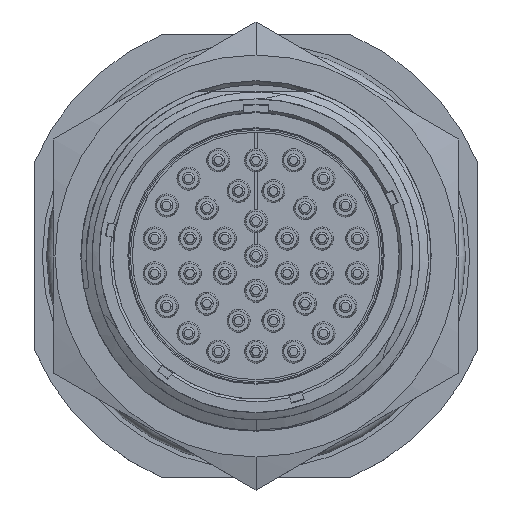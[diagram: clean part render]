
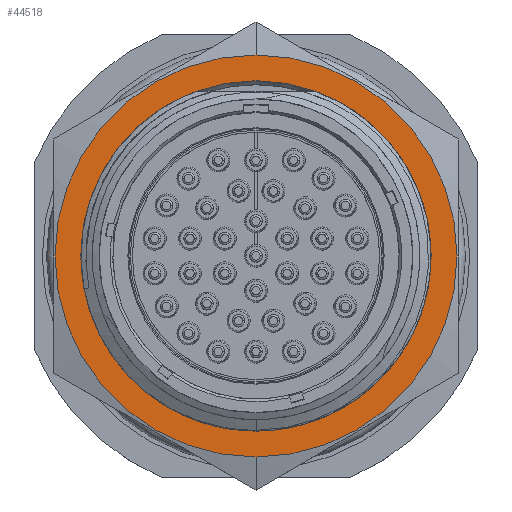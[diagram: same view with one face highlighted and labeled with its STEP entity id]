
A CAD part, top view. The second image highlights one B-rep face of the part: STEP entity #44518.
In plain terms, the highlighted planar face has unit normal (0, 0, 1).
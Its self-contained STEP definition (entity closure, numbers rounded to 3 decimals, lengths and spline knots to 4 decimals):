
#5293=CARTESIAN_POINT('',(0.,0.,0.255));
#5294=DIRECTION('',(0.,0.,1.));
#5295=DIRECTION('',(-1.,0.,0.));
#5296=AXIS2_PLACEMENT_3D('',#5293,#5294,#5295);
#5670=CARTESIAN_POINT('',(0.,0.,0.255));
#5671=DIRECTION('',(0.,0.,1.));
#5672=DIRECTION('',(1.,0.,0.));
#5673=AXIS2_PLACEMENT_3D('',#5670,#5671,#5672);
#5679=CARTESIAN_POINT('',(0.,0.,0.255));
#5680=DIRECTION('',(0.,0.,-1.));
#5681=DIRECTION('',(0.,1.,0.));
#5682=AXIS2_PLACEMENT_3D('',#5679,#5680,#5681);
#5684=CARTESIAN_POINT('',(0.,0.,0.255));
#5685=DIRECTION('',(0.,0.,-1.));
#5686=DIRECTION('',(0.,-1.,0.));
#5687=AXIS2_PLACEMENT_3D('',#5684,#5685,#5686);
#39860=CARTESIAN_POINT('',(0.,0.992,0.255));
#39861=CARTESIAN_POINT('',(0.,-0.992,0.255));
#39862=VERTEX_POINT('',#39860);
#39863=VERTEX_POINT('',#39861);
#39884=CARTESIAN_POINT('',(-0.8649,0.,0.255));
#39885=CARTESIAN_POINT('',(0.8649,0.,0.255));
#39886=VERTEX_POINT('',#39884);
#39887=VERTEX_POINT('',#39885);
#44503=CARTESIAN_POINT('',(0.,0.,0.255));
#44504=DIRECTION('',(0.,0.,-1.));
#44505=DIRECTION('',(-1.,0.,0.));
#44506=AXIS2_PLACEMENT_3D('',#44503,#44504,#44505);
#44507=PLANE('',#44506);
#44509=ORIENTED_EDGE('',*,*,#44508,.T.);
#44511=ORIENTED_EDGE('',*,*,#44510,.T.);
#44512=EDGE_LOOP('',(#44509,#44511));
#44513=FACE_OUTER_BOUND('',#44512,.F.);
#44514=ORIENTED_EDGE('',*,*,#44496,.T.);
#44515=ORIENTED_EDGE('',*,*,#44312,.T.);
#44516=EDGE_LOOP('',(#44514,#44515));
#44517=FACE_BOUND('',#44516,.F.);
#44518=ADVANCED_FACE('',(#44513,#44517),#44507,.F.);
#5297=CIRCLE('',#5296,0.8649);
#5674=CIRCLE('',#5673,0.8649);
#5683=CIRCLE('',#5682,0.992);
#5688=CIRCLE('',#5687,0.992);
#44312=EDGE_CURVE('',#39886,#39887,#5297,.T.);
#44496=EDGE_CURVE('',#39887,#39886,#5674,.T.);
#44508=EDGE_CURVE('',#39862,#39863,#5683,.T.);
#44510=EDGE_CURVE('',#39863,#39862,#5688,.T.);
